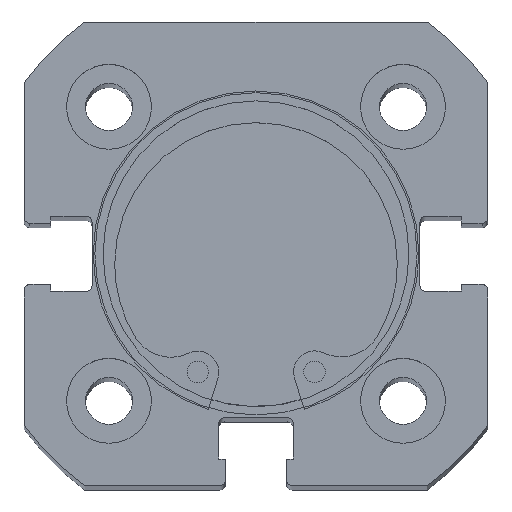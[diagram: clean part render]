
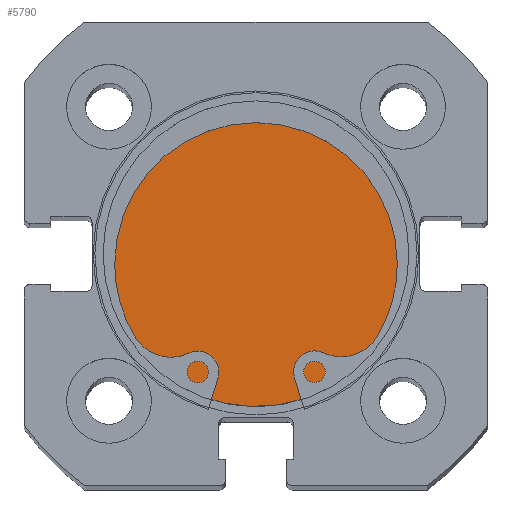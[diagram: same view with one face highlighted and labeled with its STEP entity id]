
A CAD part, top view. The second image highlights one B-rep face of the part: STEP entity #5790.
In plain terms, the highlighted face is planar.
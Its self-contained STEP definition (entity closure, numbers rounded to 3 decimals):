
#896 = CARTESIAN_POINT ( 'NONE',  ( 6., 0., 0. ) ) ;
#914 = DIRECTION ( 'NONE',  ( -1., 0., 0. ) ) ;
#915 = DIRECTION ( 'NONE',  ( 0., 0., 1. ) ) ;
#931 = CARTESIAN_POINT ( 'NONE',  ( 6., 0., 0. ) ) ;
#939 = DIRECTION ( 'NONE',  ( -1., 0., 0. ) ) ;
#940 = DIRECTION ( 'NONE',  ( 0., 0., 1. ) ) ;
#1500 = EDGE_CURVE ( 'NONE', #4474, #3661, #2474, .T. ) ;
#1509 = EDGE_CURVE ( 'NONE', #3661, #4474, #2484, .T. ) ;
#1819 = AXIS2_PLACEMENT_3D ( 'NONE', #896, #914, #915 ) ;
#1823 = AXIS2_PLACEMENT_3D ( 'NONE', #931, #939, #940 ) ;
#2135 = AXIS2_PLACEMENT_3D ( 'NONE', #5420, #5423, #5424 ) ;
#2474 = CIRCLE ( 'NONE', #1819, 13.5 ) ;
#2484 = CIRCLE ( 'NONE', #1823, 13.5 ) ;
#3217 = ORIENTED_EDGE ( 'NONE', *, *, #1509, .F. ) ;
#3277 = EDGE_LOOP ( 'NONE', ( #3391, #3217 ) ) ;
#3391 = ORIENTED_EDGE ( 'NONE', *, *, #1500, .F. ) ;
#3661 = VERTEX_POINT ( 'NONE', #4775 ) ;
#4474 = VERTEX_POINT ( 'NONE', #5313 ) ;
#4775 = CARTESIAN_POINT ( 'NONE',  ( 6., 0., -13.5 ) ) ;
#5313 = CARTESIAN_POINT ( 'NONE',  ( 6., 0., 13.5 ) ) ;
#5420 = CARTESIAN_POINT ( 'NONE',  ( 6., 13.5, 0. ) ) ;
#5421 = PLANE ( 'NONE',  #2135 ) ;
#5423 = DIRECTION ( 'NONE',  ( -1., 0., 0. ) ) ;
#5424 = DIRECTION ( 'NONE',  ( 0., 0., 1. ) ) ;
#5646 = FACE_OUTER_BOUND ( 'NONE', #3277, .T. ) ;
#5790 = ADVANCED_FACE ( 'NONE', ( #5646 ), #5421, .F. ) ;
